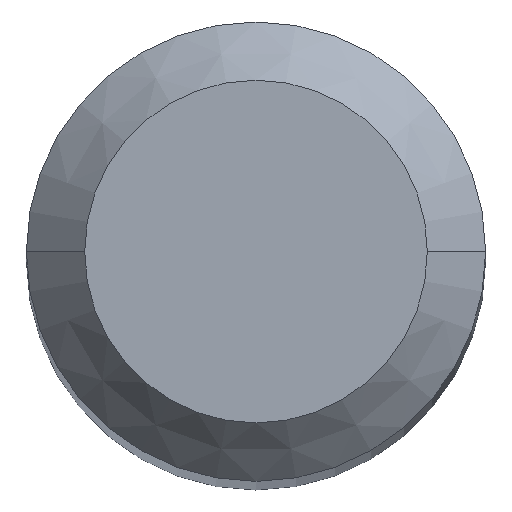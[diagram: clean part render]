
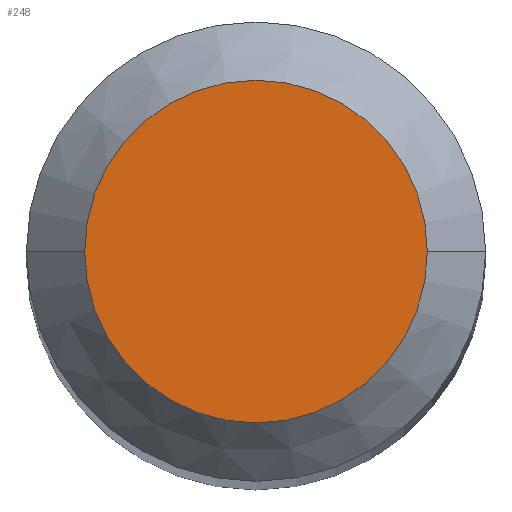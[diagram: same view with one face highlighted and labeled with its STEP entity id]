
A CAD part, top view. The second image highlights one B-rep face of the part: STEP entity #248.
In plain terms, the highlighted planar face has unit normal (0, 0, 1).
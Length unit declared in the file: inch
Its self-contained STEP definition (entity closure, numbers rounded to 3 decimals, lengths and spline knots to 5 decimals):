
#10 = EDGE_CURVE ( 'NONE', #373, #110, #237, .T. ) ;
#17 = CARTESIAN_POINT ( 'NONE',  ( -0.04405, 0., 0. ) ) ;
#29 = PLANE ( 'NONE',  #167 ) ;
#47 = CIRCLE ( 'NONE', #53, 0.04405 ) ;
#53 = AXIS2_PLACEMENT_3D ( 'NONE', #130, #199, #284 ) ;
#61 = CARTESIAN_POINT ( 'NONE',  ( 0., 0., 0. ) ) ;
#63 = FACE_OUTER_BOUND ( 'NONE', #286, .T. ) ;
#67 = DIRECTION ( 'NONE',  ( 1., 0., 0. ) ) ;
#76 = CARTESIAN_POINT ( 'NONE',  ( 0.04405, 0., 0. ) ) ;
#110 = VERTEX_POINT ( 'NONE', #17 ) ;
#118 = ORIENTED_EDGE ( 'NONE', *, *, #10, .T. ) ;
#130 = CARTESIAN_POINT ( 'NONE',  ( 0., 0., 0. ) ) ;
#135 = EDGE_CURVE ( 'NONE', #110, #373, #47, .T. ) ;
#144 = DIRECTION ( 'NONE',  ( -1., 0., 0. ) ) ;
#167 = AXIS2_PLACEMENT_3D ( 'NONE', #444, #399, #144 ) ;
#199 = DIRECTION ( 'NONE',  ( 0., 0., 1. ) ) ;
#237 = CIRCLE ( 'NONE', #384, 0.04405 ) ;
#248 = ADVANCED_FACE ( 'NONE', ( #63 ), #29, .F. ) ;
#278 = DIRECTION ( 'NONE',  ( 0., 0., 1. ) ) ;
#284 = DIRECTION ( 'NONE',  ( 1., 0., 0. ) ) ;
#286 = EDGE_LOOP ( 'NONE', ( #302, #118 ) ) ;
#302 = ORIENTED_EDGE ( 'NONE', *, *, #135, .T. ) ;
#373 = VERTEX_POINT ( 'NONE', #76 ) ;
#384 = AXIS2_PLACEMENT_3D ( 'NONE', #61, #278, #67 ) ;
#399 = DIRECTION ( 'NONE',  ( 0., 0., -1. ) ) ;
#444 = CARTESIAN_POINT ( 'NONE',  ( 0., 0.04405, 0. ) ) ;
